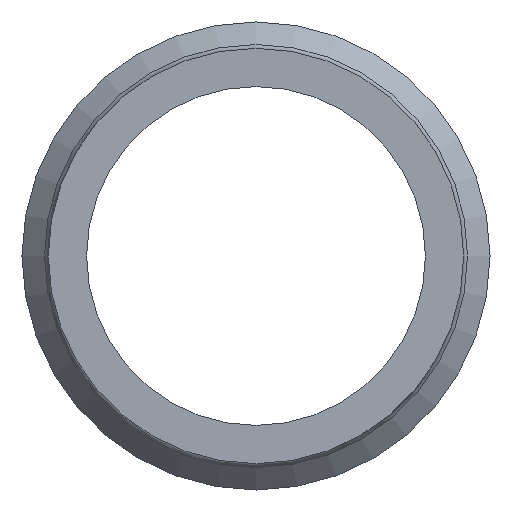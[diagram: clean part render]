
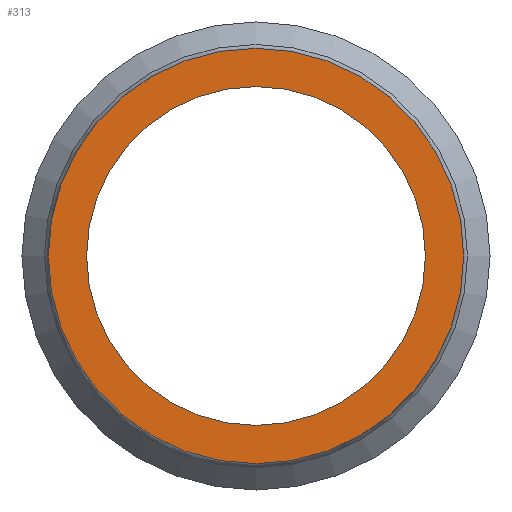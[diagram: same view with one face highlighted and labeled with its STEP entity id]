
A CAD part, left-side view. The second image highlights one B-rep face of the part: STEP entity #313.
In plain terms, the highlighted planar face has unit normal (-1, 0, 0).
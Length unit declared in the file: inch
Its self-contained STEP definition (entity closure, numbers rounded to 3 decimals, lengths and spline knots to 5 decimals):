
#30 = DIRECTION ( 'NONE',  ( 1., 0., 0. ) ) ;
#31 = ORIENTED_EDGE ( 'NONE', *, *, #139, .T. ) ;
#51 = CARTESIAN_POINT ( 'NONE',  ( 0., 0., 0. ) ) ;
#53 = DIRECTION ( 'NONE',  ( -1., 0., 0. ) ) ;
#65 = AXIS2_PLACEMENT_3D ( 'NONE', #364, #30, #365 ) ;
#139 = EDGE_CURVE ( 'NONE', #363, #363, #269, .T. ) ;
#145 = ORIENTED_EDGE ( 'NONE', *, *, #402, .T. ) ;
#156 = AXIS2_PLACEMENT_3D ( 'NONE', #51, #53, #344 ) ;
#159 = CARTESIAN_POINT ( 'NONE',  ( 0., 0., -1.24016 ) ) ;
#168 = CIRCLE ( 'NONE', #65, 1.01181 ) ;
#196 = FACE_BOUND ( 'NONE', #226, .T. ) ;
#206 = DIRECTION ( 'NONE',  ( -1., 0., 0. ) ) ;
#208 = AXIS2_PLACEMENT_3D ( 'NONE', #305, #206, #393 ) ;
#226 = EDGE_LOOP ( 'NONE', ( #145 ) ) ;
#227 = VERTEX_POINT ( 'NONE', #371 ) ;
#269 = CIRCLE ( 'NONE', #156, 1.24016 ) ;
#292 = EDGE_LOOP ( 'NONE', ( #31 ) ) ;
#305 = CARTESIAN_POINT ( 'NONE',  ( 0., 1.12598, 0. ) ) ;
#311 = PLANE ( 'NONE',  #208 ) ;
#312 = FACE_OUTER_BOUND ( 'NONE', #292, .T. ) ;
#313 = ADVANCED_FACE ( 'NONE', ( #312, #196 ), #311, .T. ) ;
#344 = DIRECTION ( 'NONE',  ( 0., 0., -1. ) ) ;
#363 = VERTEX_POINT ( 'NONE', #159 ) ;
#364 = CARTESIAN_POINT ( 'NONE',  ( 0., 0., 0. ) ) ;
#365 = DIRECTION ( 'NONE',  ( 0., 0., -1. ) ) ;
#371 = CARTESIAN_POINT ( 'NONE',  ( 0., 0., -1.01181 ) ) ;
#393 = DIRECTION ( 'NONE',  ( 0., 0., 1. ) ) ;
#402 = EDGE_CURVE ( 'NONE', #227, #227, #168, .T. ) ;
